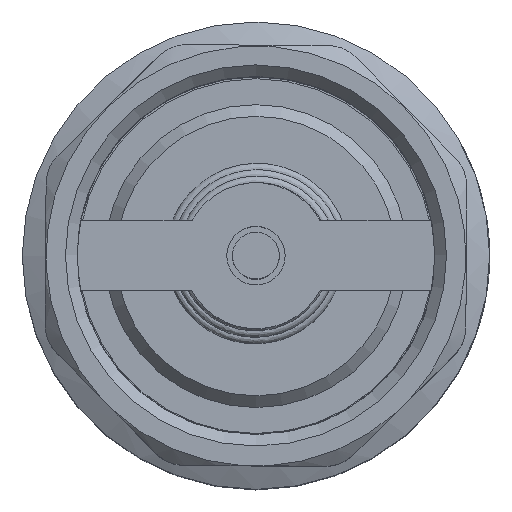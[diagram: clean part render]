
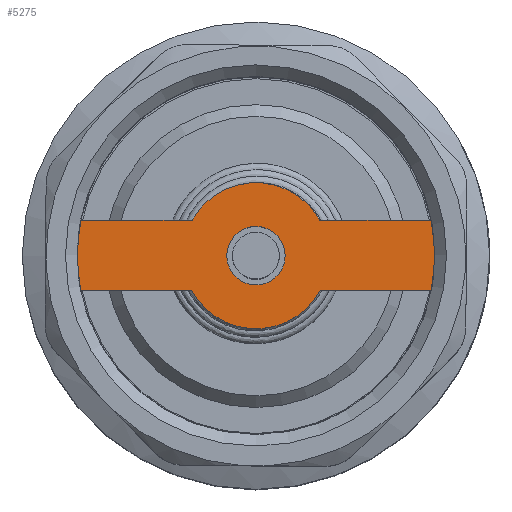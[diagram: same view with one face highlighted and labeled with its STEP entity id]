
A CAD part, top view. The second image highlights one B-rep face of the part: STEP entity #5275.
In plain terms, the highlighted planar face has unit normal (0, 0, 1).
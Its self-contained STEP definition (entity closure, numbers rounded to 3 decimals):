
#88=PLANE('',#5605);
#246=FACE_BOUND('',#802,.T.);
#480=FACE_OUTER_BOUND('',#801,.T.);
#801=EDGE_LOOP('',(#4221,#4222,#4223,#4224,#4225,#4226,#4227,#4228,#4229));
#802=EDGE_LOOP('',(#4230));
#1040=CIRCLE('',#5606,15.306);
#1041=CIRCLE('',#5607,6.25);
#1042=CIRCLE('',#5608,15.306);
#1043=CIRCLE('',#5609,15.306);
#1044=CIRCLE('',#5610,6.25);
#1045=CIRCLE('',#5611,2.5);
#1628=LINE('',#9423,#1943);
#1629=LINE('',#9430,#1944);
#1630=LINE('',#9436,#1945);
#1631=LINE('',#9439,#1946);
#1943=VECTOR('',#6332,10.);
#1944=VECTOR('',#6339,10.);
#1945=VECTOR('',#6344,10.);
#1946=VECTOR('',#6347,10.);
#2355=VERTEX_POINT('',#9413);
#2358=VERTEX_POINT('',#9421);
#2359=VERTEX_POINT('',#9425);
#2360=VERTEX_POINT('',#9427);
#2361=VERTEX_POINT('',#9429);
#2362=VERTEX_POINT('',#9431);
#2363=VERTEX_POINT('',#9433);
#2364=VERTEX_POINT('',#9435);
#2365=VERTEX_POINT('',#9437);
#2366=VERTEX_POINT('',#9440);
#3028=EDGE_CURVE('',#2355,#2358,#1628,.T.);
#3029=EDGE_CURVE('',#2355,#2359,#1040,.T.);
#3030=EDGE_CURVE('',#2358,#2360,#1041,.T.);
#3031=EDGE_CURVE('',#2360,#2361,#1629,.T.);
#3032=EDGE_CURVE('',#2362,#2361,#1042,.T.);
#3033=EDGE_CURVE('',#2363,#2362,#1043,.T.);
#3034=EDGE_CURVE('',#2363,#2364,#1630,.T.);
#3035=EDGE_CURVE('',#2364,#2365,#1044,.T.);
#3036=EDGE_CURVE('',#2365,#2359,#1631,.T.);
#3037=EDGE_CURVE('',#2366,#2366,#1045,.T.);
#4221=ORIENTED_EDGE('',*,*,#3029,.F.);
#4222=ORIENTED_EDGE('',*,*,#3028,.T.);
#4223=ORIENTED_EDGE('',*,*,#3030,.T.);
#4224=ORIENTED_EDGE('',*,*,#3031,.T.);
#4225=ORIENTED_EDGE('',*,*,#3032,.F.);
#4226=ORIENTED_EDGE('',*,*,#3033,.F.);
#4227=ORIENTED_EDGE('',*,*,#3034,.T.);
#4228=ORIENTED_EDGE('',*,*,#3035,.T.);
#4229=ORIENTED_EDGE('',*,*,#3036,.T.);
#4230=ORIENTED_EDGE('',*,*,#3037,.T.);
#5275=ADVANCED_FACE('',(#480,#246),#88,.T.);
#5605=AXIS2_PLACEMENT_3D('',#9424,#6333,#6334);
#5606=AXIS2_PLACEMENT_3D('',#9426,#6335,#6336);
#5607=AXIS2_PLACEMENT_3D('',#9428,#6337,#6338);
#5608=AXIS2_PLACEMENT_3D('',#9432,#6340,#6341);
#5609=AXIS2_PLACEMENT_3D('',#9434,#6342,#6343);
#5610=AXIS2_PLACEMENT_3D('',#9438,#6345,#6346);
#5611=AXIS2_PLACEMENT_3D('',#9441,#6348,#6349);
#6332=DIRECTION('',(1.,0.,0.));
#6333=DIRECTION('center_axis',(0.,0.,1.));
#6334=DIRECTION('ref_axis',(0.,1.,0.));
#6335=DIRECTION('center_axis',(0.,0.,-1.));
#6336=DIRECTION('ref_axis',(-1.,0.,0.));
#6337=DIRECTION('center_axis',(0.,0.,1.));
#6338=DIRECTION('ref_axis',(-1.,0.,0.));
#6339=DIRECTION('',(1.,0.,0.));
#6340=DIRECTION('center_axis',(0.,0.,-1.));
#6341=DIRECTION('ref_axis',(-1.,0.,0.));
#6342=DIRECTION('center_axis',(0.,0.,-1.));
#6343=DIRECTION('ref_axis',(-1.,0.,0.));
#6344=DIRECTION('',(-1.,0.,0.));
#6345=DIRECTION('center_axis',(0.,0.,1.));
#6346=DIRECTION('ref_axis',(-1.,0.,0.));
#6347=DIRECTION('',(-1.,0.,0.));
#6348=DIRECTION('center_axis',(0.,0.,-1.));
#6349=DIRECTION('ref_axis',(-1.,0.,0.));
#9413=CARTESIAN_POINT('',(-15.016,-2.965,40.));
#9421=CARTESIAN_POINT('',(-5.502,-2.965,40.));
#9423=CARTESIAN_POINT('',(16.517,-2.965,40.));
#9424=CARTESIAN_POINT('Origin',(0.017,0.035,40.));
#9425=CARTESIAN_POINT('',(-15.001,3.035,40.));
#9426=CARTESIAN_POINT('Origin',(0.,0.,40.));
#9427=CARTESIAN_POINT('',(5.502,-2.965,40.));
#9428=CARTESIAN_POINT('Origin',(0.,0.,40.));
#9429=CARTESIAN_POINT('',(15.016,-2.965,40.));
#9430=CARTESIAN_POINT('',(16.517,-2.965,40.));
#9431=CARTESIAN_POINT('',(15.306,0.,40.));
#9432=CARTESIAN_POINT('Origin',(0.,0.,40.));
#9433=CARTESIAN_POINT('',(15.001,3.035,40.));
#9434=CARTESIAN_POINT('Origin',(0.,0.,40.));
#9435=CARTESIAN_POINT('',(5.463,3.035,40.));
#9436=CARTESIAN_POINT('',(-16.483,3.035,40.));
#9437=CARTESIAN_POINT('',(-5.463,3.035,40.));
#9438=CARTESIAN_POINT('Origin',(0.,0.,40.));
#9439=CARTESIAN_POINT('',(-16.483,3.035,40.));
#9440=CARTESIAN_POINT('',(2.5,0.,40.));
#9441=CARTESIAN_POINT('Origin',(0.,0.,40.));
